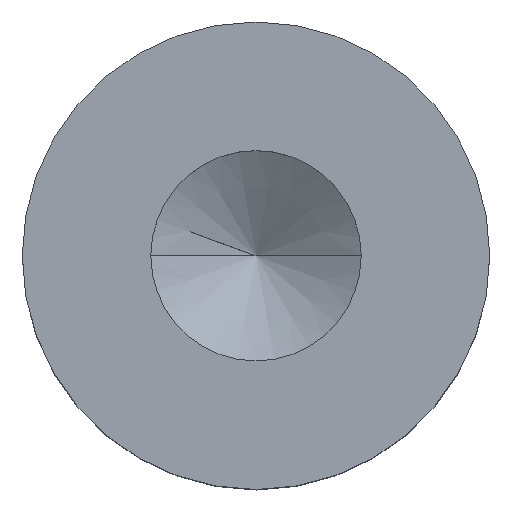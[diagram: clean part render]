
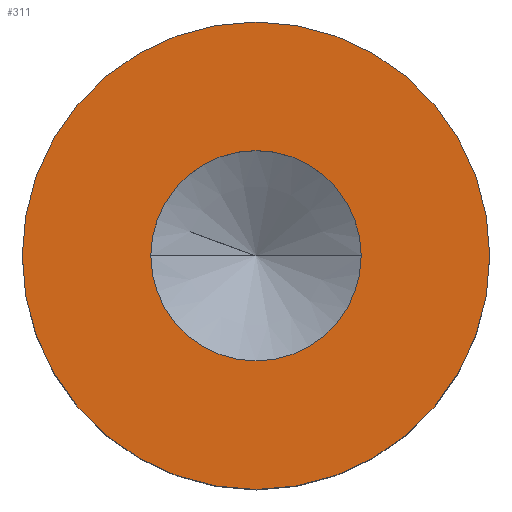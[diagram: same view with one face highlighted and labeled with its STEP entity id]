
A CAD part, top view. The second image highlights one B-rep face of the part: STEP entity #311.
In plain terms, the highlighted planar face has unit normal (0, 0, 1).
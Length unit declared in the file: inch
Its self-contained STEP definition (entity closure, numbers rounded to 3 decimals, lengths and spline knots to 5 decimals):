
#137=CARTESIAN_POINT('',(-1.25,0.0,0.0));
#138=VERTEX_POINT('',#137);
#147=CARTESIAN_POINT('',(1.25,0.,0.0));
#148=VERTEX_POINT('',#147);
#149=CARTESIAN_POINT('',(0.0,0.0,0.0));
#150=DIRECTION('',(0.0,0.0,1.0));
#151=DIRECTION('',(-1.0,0.0,0.0));
#152=AXIS2_PLACEMENT_3D('',#149,#150,#151);
#153=CIRCLE('',#152,1.25);
#154=EDGE_CURVE('',#148,#138,#153,.T.);
#181=CARTESIAN_POINT('',(-0.5625,0.0,0.0));
#182=VERTEX_POINT('',#181);
#198=CARTESIAN_POINT('',(0.5625,0.,0.0));
#199=VERTEX_POINT('',#198);
#206=CARTESIAN_POINT('',(0.0,0.0,0.0));
#207=DIRECTION('',(0.0,0.0,-1.0));
#208=DIRECTION('',(-1.0,0.0,0.0));
#209=AXIS2_PLACEMENT_3D('',#206,#207,#208);
#210=CIRCLE('',#209,0.5625);
#211=EDGE_CURVE('',#182,#199,#210,.T.);
#262=CARTESIAN_POINT('',(0.0,0.0,0.0));
#263=DIRECTION('',(0.0,0.0,-1.0));
#264=DIRECTION('',(-1.0,0.0,0.0));
#265=AXIS2_PLACEMENT_3D('',#262,#263,#264);
#266=CIRCLE('',#265,0.5625);
#267=EDGE_CURVE('',#199,#182,#266,.T.);
#288=CARTESIAN_POINT('',(0.0,0.0,0.0));
#289=DIRECTION('',(0.0,0.0,1.0));
#290=DIRECTION('',(-1.0,0.0,0.0));
#291=AXIS2_PLACEMENT_3D('',#288,#289,#290);
#292=CIRCLE('',#291,1.25);
#293=EDGE_CURVE('',#138,#148,#292,.T.);
#298=CARTESIAN_POINT('',(0.0,0.0,0.0));
#299=DIRECTION('',(0.0,0.0,1.0));
#300=DIRECTION('',(1.0,0.0,0.0));
#301=AXIS2_PLACEMENT_3D('',#298,#299,#300);
#302=PLANE('',#301);
#303=ORIENTED_EDGE('',*,*,#293,.T.);
#304=ORIENTED_EDGE('',*,*,#154,.T.);
#305=EDGE_LOOP('',(#303,#304));
#306=FACE_OUTER_BOUND('',#305,.T.);
#307=ORIENTED_EDGE('',*,*,#211,.T.);
#308=ORIENTED_EDGE('',*,*,#267,.T.);
#309=EDGE_LOOP('',(#307,#308));
#310=FACE_BOUND('',#309,.T.);
#311=ADVANCED_FACE('',(#306,#310),#302,.T.);
